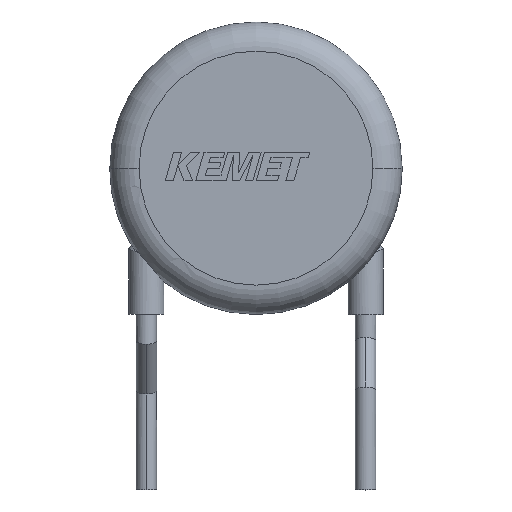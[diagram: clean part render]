
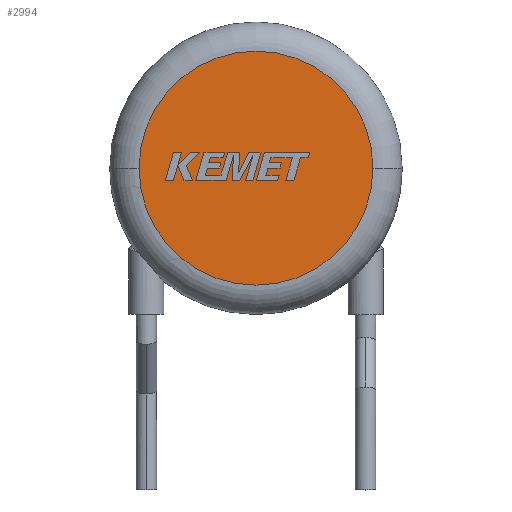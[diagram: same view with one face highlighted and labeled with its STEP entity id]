
A CAD part, top view. The second image highlights one B-rep face of the part: STEP entity #2994.
In plain terms, the highlighted planar face has unit normal (0, 0, 1).
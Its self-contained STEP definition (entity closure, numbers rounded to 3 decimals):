
#251 = EDGE_CURVE ( 'NONE', #2881, #992, #3453, .T. ) ;
#354 = CARTESIAN_POINT ( 'NONE',  ( 0., 0., 5. ) ) ;
#436 = EDGE_LOOP ( 'NONE', ( #2542, #760 ) ) ;
#662 = DIRECTION ( 'NONE',  ( 0., 0., 1. ) ) ;
#760 = ORIENTED_EDGE ( 'NONE', *, *, #251, .T. ) ;
#820 = CARTESIAN_POINT ( 'NONE',  ( 4., 0., 5. ) ) ;
#878 = DIRECTION ( 'NONE',  ( 1., 0., 0. ) ) ;
#992 = VERTEX_POINT ( 'NONE', #820 ) ;
#1038 = CARTESIAN_POINT ( 'NONE',  ( 0., 0., 5. ) ) ;
#1560 = PLANE ( 'NONE',  #1849 ) ;
#1678 = DIRECTION ( 'NONE',  ( 0., 0., 1. ) ) ;
#1849 = AXIS2_PLACEMENT_3D ( 'NONE', #354, #662, #1861 ) ;
#1861 = DIRECTION ( 'NONE',  ( 1., 0., 0. ) ) ;
#1996 = DIRECTION ( 'NONE',  ( 0., 0., 1. ) ) ;
#2212 = CIRCLE ( 'NONE', #2718, 4. ) ;
#2449 = EDGE_CURVE ( 'NONE', #992, #2881, #2212, .T. ) ;
#2528 = FACE_OUTER_BOUND ( 'NONE', #436, .T. ) ;
#2542 = ORIENTED_EDGE ( 'NONE', *, *, #2449, .T. ) ;
#2624 = CARTESIAN_POINT ( 'NONE',  ( -4., 0., 5. ) ) ;
#2689 = CARTESIAN_POINT ( 'NONE',  ( 0., 0., 5. ) ) ;
#2718 = AXIS2_PLACEMENT_3D ( 'NONE', #1038, #1678, #3481 ) ;
#2881 = VERTEX_POINT ( 'NONE', #2624 ) ;
#2994 = ADVANCED_FACE ( 'NONE', ( #2528 ), #1560, .T. ) ;
#3335 = AXIS2_PLACEMENT_3D ( 'NONE', #2689, #1996, #878 ) ;
#3453 = CIRCLE ( 'NONE', #3335, 4. ) ;
#3481 = DIRECTION ( 'NONE',  ( 1., 0., 0. ) ) ;
